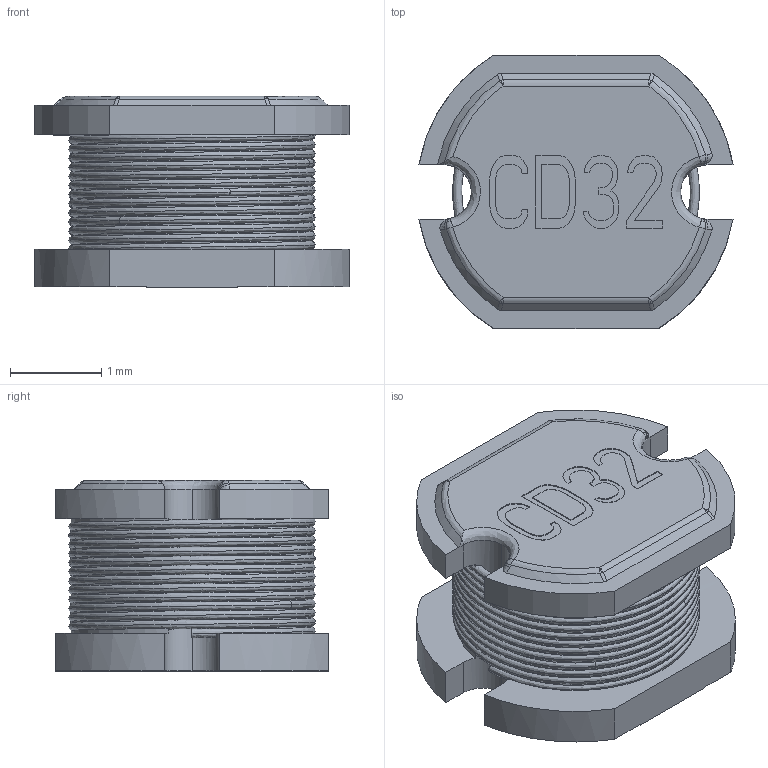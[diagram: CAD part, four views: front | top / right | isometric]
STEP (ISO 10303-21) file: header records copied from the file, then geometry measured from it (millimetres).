
FILE_DESCRIPTION (( 'STEP AP214' ), '1' );
FILE_NAME ('User Library-CD32-3_5x2_1.STEP', '2021-12-09T09:07:21', ( '' ), ( '' ), 'SwSTEP 2.0', 'SolidWorks 2021', '' );
FILE_SCHEMA (( 'AUTOMOTIVE_DESIGN' ));
Length unit declared in the file: millimetre
Products named in the file (1): User Library-CD32-3_5x2_1
Bounding box: 3.45 x 3 x 2.1 mm (x, y, z)
Volume: 13.8 mm3; surface area: 48.5 mm2
Topology: 1 solids, 1 shells, 265 faces, 860 edges, 537 vertices
Faces by surface type: plane 184, cylinder 39, bspline 38, cone 4
Entity records: 18688 total; most frequent: CARTESIAN_POINT 8896, ORIENTED_EDGE 1690, DIRECTION 1084, EDGE_CURVE 845, VERTEX_POINT 537, VECTOR 530, LINE 530, AXIS2_PLACEMENT_3D 277
